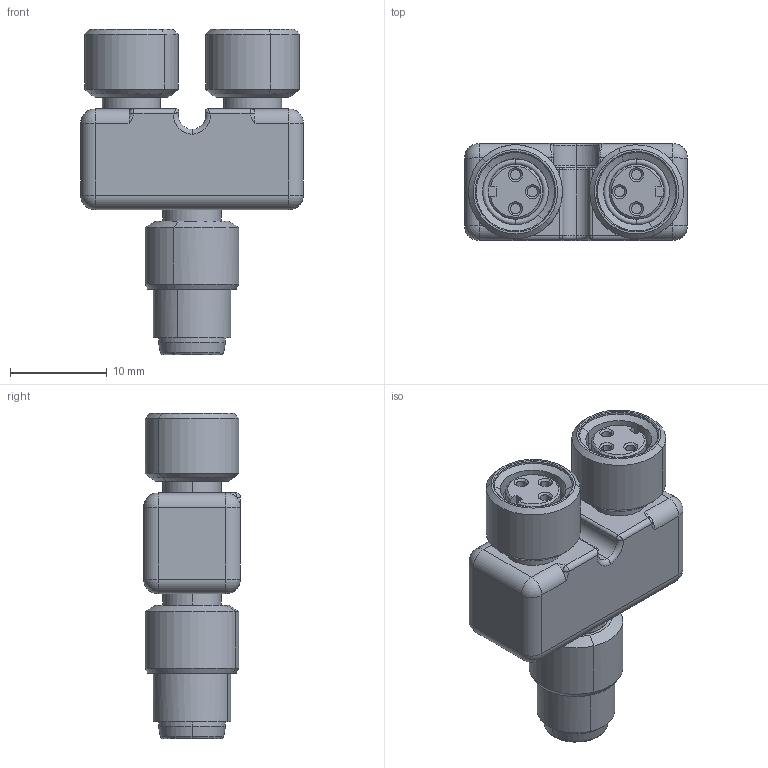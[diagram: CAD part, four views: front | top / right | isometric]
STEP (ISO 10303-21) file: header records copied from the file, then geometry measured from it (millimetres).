
FILE_DESCRIPTION(('CATIA V5 STEP Exchange','CAx-IF Rec.Pracs.--- Model Styling and Organization---1.4--- 2014-01-23'),'2;1');
FILE_NAME ('022303-2_0_1805660000_1805660000.stp','2021-12-16T11:33:22+00:00',('none'),('Weidmueller'),'CATIA Version 5-6 Release 2016 SP3 HF44','CATIA V5 STEP AP214','none');
FILE_SCHEMA(('AUTOMOTIVE_DESIGN { 1 0 10303 214 1 1 1 1 }'));
Length unit declared in the file: millimetre
Products named in the file (1): 1805660000
Bounding box: 23 x 10 x 33.55 mm (x, y, z)
Volume: 3794.7 mm3; surface area: 3926.6 mm2
Topology: 16 solids, 18 shells, 383 faces, 893 edges, 542 vertices
Faces by surface type: cylinder 146, plane 119, cone 56, torus 32, sphere 18, bspline 12
Entity records: 11297 total; most frequent: CARTESIAN_POINT 3289, ORIENTED_EDGE 1722, DIRECTION 1348, EDGE_CURVE 861, AXIS2_PLACEMENT_3D 667, VERTEX_POINT 542, EDGE_LOOP 425, ADVANCED_FACE 383
